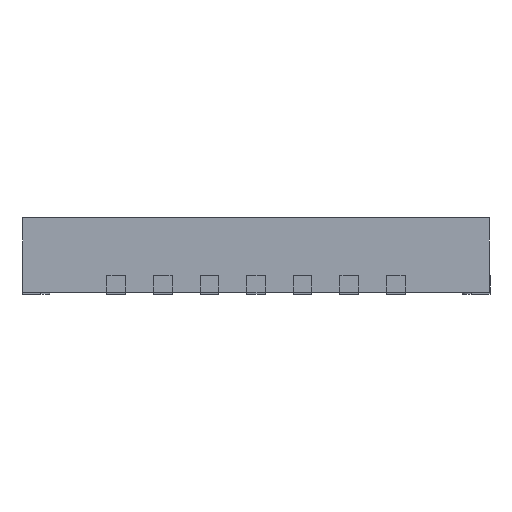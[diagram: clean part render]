
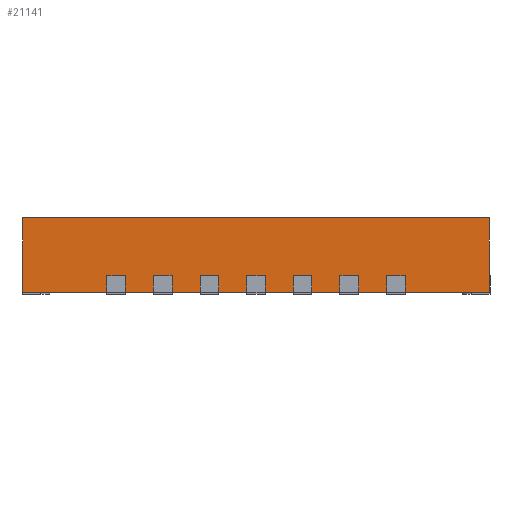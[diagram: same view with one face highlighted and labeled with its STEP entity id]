
A CAD part, left-side view. The second image highlights one B-rep face of the part: STEP entity #21141.
In plain terms, the highlighted planar face has unit normal (-1, 0, 0).
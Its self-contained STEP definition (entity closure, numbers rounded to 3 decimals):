
#410 = VERTEX_POINT ( 'NONE', #25834 ) ;
#1274 = ORIENTED_EDGE ( 'NONE', *, *, #13258, .T. ) ;
#1320 = ORIENTED_EDGE ( 'NONE', *, *, #17712, .F. ) ;
#2309 = DIRECTION ( 'NONE',  ( 1., 0., 0. ) ) ;
#2494 = CARTESIAN_POINT ( 'NONE',  ( -3.5, 2.5, 0.83 ) ) ;
#2545 = ORIENTED_EDGE ( 'NONE', *, *, #6547, .T. ) ;
#4030 = VECTOR ( 'NONE', #21419, 1000. ) ;
#5516 = LINE ( 'NONE', #26503, #12515 ) ;
#6193 = DIRECTION ( 'NONE',  ( 0., 0., -1. ) ) ;
#6492 = VERTEX_POINT ( 'NONE', #30470 ) ;
#6547 = EDGE_CURVE ( 'NONE', #14340, #22700, #20385, .T. ) ;
#7565 = CARTESIAN_POINT ( 'NONE',  ( -3.5, 2.5, 0.03 ) ) ;
#8921 = DIRECTION ( 'NONE',  ( 0., -1., 0. ) ) ;
#9641 = ORIENTED_EDGE ( 'NONE', *, *, #18484, .F. ) ;
#10566 = AXIS2_PLACEMENT_3D ( 'NONE', #12040, #2309, #16883 ) ;
#10975 = FACE_OUTER_BOUND ( 'NONE', #23588, .T. ) ;
#11430 = CARTESIAN_POINT ( 'NONE',  ( -3.5, 2.5, 0.03 ) ) ;
#12040 = CARTESIAN_POINT ( 'NONE',  ( -3.5, 2.5, 0.83 ) ) ;
#12515 = VECTOR ( 'NONE', #29344, 1000. ) ;
#13258 = EDGE_CURVE ( 'NONE', #22700, #410, #30275, .T. ) ;
#13604 = PLANE ( 'NONE',  #10566 ) ;
#14340 = VERTEX_POINT ( 'NONE', #2494 ) ;
#15708 = CARTESIAN_POINT ( 'NONE',  ( -3.5, 2.5, 0.83 ) ) ;
#16883 = DIRECTION ( 'NONE',  ( 0., 1., 0. ) ) ;
#17712 = EDGE_CURVE ( 'NONE', #14340, #6492, #28104, .T. ) ;
#18484 = EDGE_CURVE ( 'NONE', #6492, #410, #5516, .T. ) ;
#20385 = LINE ( 'NONE', #15708, #23888 ) ;
#21141 = ADVANCED_FACE ( 'NONE', ( #10975 ), #13604, .F. ) ;
#21419 = DIRECTION ( 'NONE',  ( 0., -1., 0. ) ) ;
#22700 = VERTEX_POINT ( 'NONE', #7565 ) ;
#23588 = EDGE_LOOP ( 'NONE', ( #1274, #9641, #1320, #2545 ) ) ;
#23888 = VECTOR ( 'NONE', #6193, 1000. ) ;
#25766 = CARTESIAN_POINT ( 'NONE',  ( -3.5, 2.5, 0.83 ) ) ;
#25834 = CARTESIAN_POINT ( 'NONE',  ( -3.5, -2.5, 0.03 ) ) ;
#26503 = CARTESIAN_POINT ( 'NONE',  ( -3.5, -2.5, 0.83 ) ) ;
#27715 = VECTOR ( 'NONE', #8921, 1000. ) ;
#28104 = LINE ( 'NONE', #25766, #4030 ) ;
#29344 = DIRECTION ( 'NONE',  ( 0., 0., -1. ) ) ;
#30275 = LINE ( 'NONE', #11430, #27715 ) ;
#30470 = CARTESIAN_POINT ( 'NONE',  ( -3.5, -2.5, 0.83 ) ) ;
